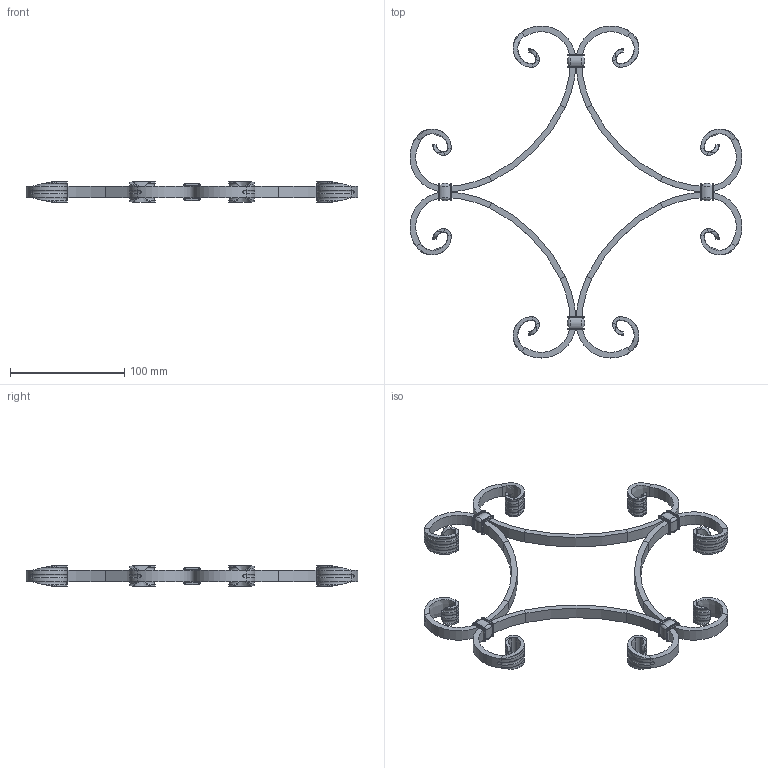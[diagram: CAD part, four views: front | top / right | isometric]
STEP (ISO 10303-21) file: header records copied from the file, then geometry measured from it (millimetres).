
FILE_DESCRIPTION (( 'STEP AP203' ), '1' );
FILE_NAME ('3030.STEP', '2024-04-26T10:08:40', ( '' ), ( '' ), 'SwSTEP 2.0', 'SolidWorks 2018', '' );
FILE_SCHEMA (( 'CONFIG_CONTROL_DESIGN' ));
Length unit declared in the file: millimetre
Products named in the file (1): 3030
Bounding box: 289.99 x 289.99 x 18.06 mm (x, y, z)
Volume: 87630.3 mm3; surface area: 60160 mm2
Topology: 8 solids, 8 shells, 1099 faces, 2406 edges, 1300 vertices
Faces by surface type: plane 361, cylinder 348, bspline 246, torus 144
Entity records: 46583 total; most frequent: CARTESIAN_POINT 24500, ORIENTED_EDGE 4748, DIRECTION 4258, EDGE_CURVE 2374, AXIS2_PLACEMENT_3D 1578, VERTEX_POINT 1300, EDGE_LOOP 1116, VECTOR 1102
